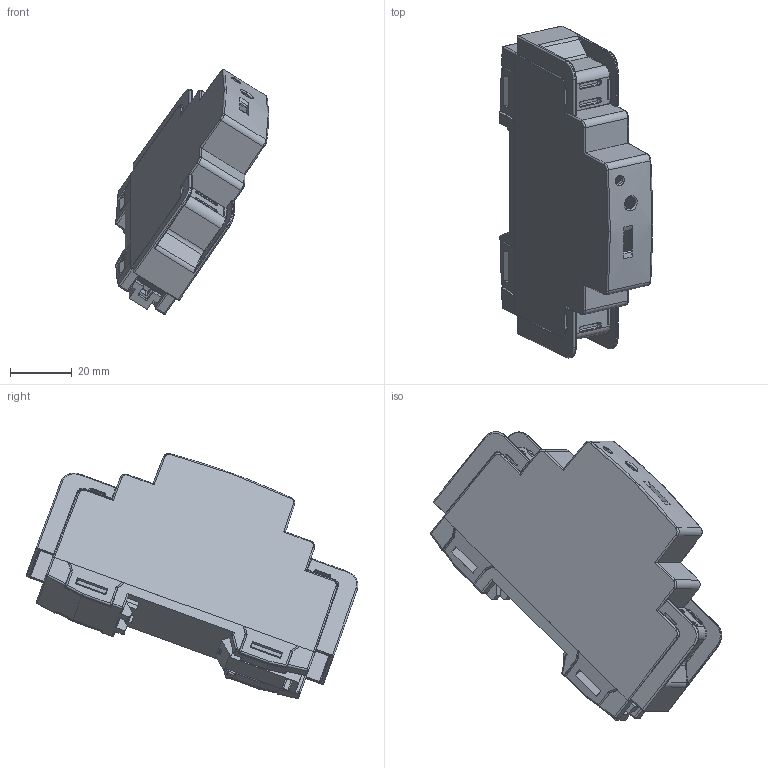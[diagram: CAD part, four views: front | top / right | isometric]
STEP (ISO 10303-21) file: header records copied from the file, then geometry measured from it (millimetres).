
FILE_DESCRIPTION(('CATIA V5 STEP Exchange'),'2;1');
FILE_NAME('53ABISO-1.stp','2024-01-18T13:36:58+00:00',('none'),('none'),'CATIA Version 5-6 Release 2016 SP6','CATIA V5 STEP AP203','none');
FILE_SCHEMA(('CONFIG_CONTROL_DESIGN'));
Length unit declared in the file: millimetre
Products named in the file (1): 53ABISO-1
Assembly tree (7 placements, depth 2):
  53ABISO-1
    #57
    #8616  x2
    #19463
    #24983
    #26892
    #35025
Bounding box: 49.44 x 107.1 x 78.99 mm (x, y, z)
Volume: 24216.3 mm3; surface area: 36774.1 mm2
Topology: 6 solids, 6 shells, 1185 faces, 3018 edges, 1747 vertices
Faces by surface type: plane 446, cylinder 433, bspline 206, sphere 90, cone 4, revolution 4, torus 2
Entity records: 34816 total; most frequent: CARTESIAN_POINT 16298, ORIENTED_EDGE 4452, DIRECTION 2745, EDGE_CURVE 2226, VERTEX_POINT 1355, VECTOR 1315, LINE 1315, EDGE_LOOP 909
